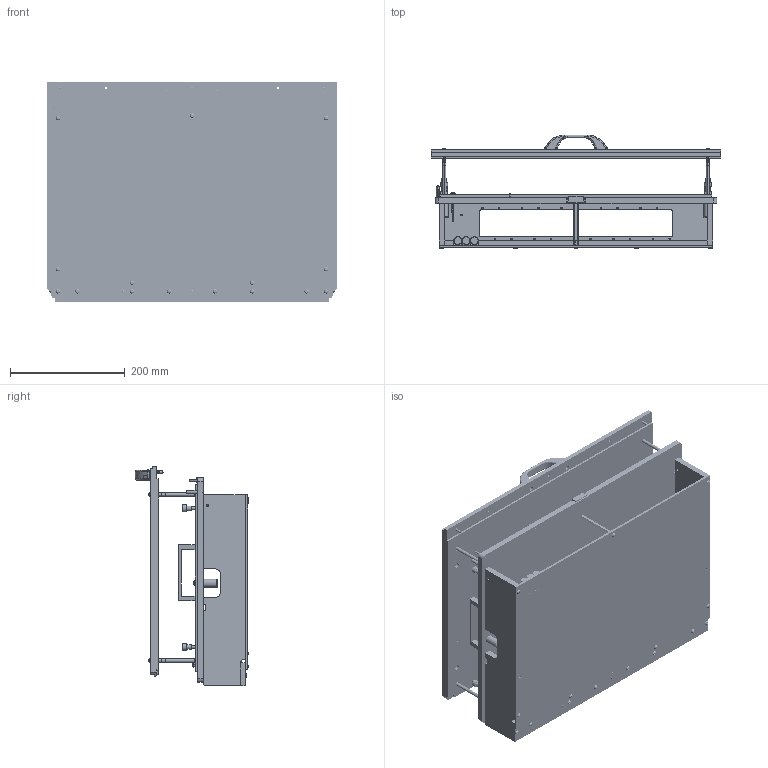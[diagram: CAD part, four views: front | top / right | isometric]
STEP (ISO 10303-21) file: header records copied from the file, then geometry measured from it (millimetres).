
FILE_DESCRIPTION (( 'STEP AP214' ), '1' );
FILE_NAME ('45908-KIT~1.STEP', '2019-09-19T08:39:03', ( '' ), ( '' ), 'SwSTEP 2.0', 'SolidWorks 2018', '' );
FILE_SCHEMA (( 'AUTOMOTIVE_DESIGN' ));
Length unit declared in the file: millimetre
Products named in the file (43): 32293~0_S; 2196~6; 43627~0_Hub 22,5mm<Standard>; 45876~2; 45716~1_flexibel <S>; 45880~3_S; DIN7991~n_M03,0x006; DIN6325~n_03,0m6x016; DIN6325~n_06,0m6x030; 41880~3; DIN6325~n_03,0m6x024; 45908-KIT~1; ISO7380~n_M04,0x020; DIN6325~n_04,0m6x016; 3699~0_einzeln <Standard>; DIN125~n_03,2 M03,0; 2393~0_S; ISO7380~n_M03,0x006; 45875~1_S; 46869~0_S; DIN6325~n_01,0m6x010; 45906~2_ICT Stellung (kontaktiert)  <S>; ISO7380~n_M04,0x012; DIN7991~n_M03,0x010 VA; 45878~1_S; 45867~2_S; 32457~0_S; 45907~4; DIN912~n_M03,0x012; GKS-114-0015~-g-k-s_Hub = 08,0 <S>; 3917~3_M 3 A; KS-113-Master~-k-s_KS-113 23; 44393~2_S; 1607~1; 45879~1_ohne Transportschrauben <S>; DIN6325~n_04,0m6x014; 41367~5_S; 41899~3_flexiebel <S>; DIN7979~n_04,0m6x020M3; 48265~1_S ...
Assembly tree (106 placements, depth 4):
  45908-KIT~1
    45906~2_ICT Stellung (kontaktiert)  <S>
      41899~3_flexiebel <S>
        KS-113-Master~-k-s_KS-113 23
        GKS-114-0015~-g-k-s_Hub = 08,0 <S>
        53731~0
        3917~3_M 3 A
      45907~4
      45867~2_S  x2
      45876~2
      44393~2_S
      45875~1_S
      45878~1_S
      43627~0_Hub 22,5mm<Standard>  x6
      2196~6  x2
      2229~6  x2
      46869~0_S  x4
      1607~1  x2
      32293~0_S
      41880~3
      48265~1_S
      3699~0_einzeln <Standard>  x3
      ISO7380~n_M04,0x012  x31
      DIN7991~n_M03,0x010 VA
      DIN6325~n_03,0m6x016
      DIN6325~n_03,0m6x024
      DIN6325~n_04,0m6x016  x3
      DIN6325~n_04,0m6x014  x3
      DIN6325~n_06,0m6x030
      DIN6325~n_01,0m6x010  x2
      DIN7991~n_M03,0x006  x3
      41367~5_S  x3
    45879~1_ohne Transportschrauben <S>
      45716~1_flexibel <S>
        32457~0_S
        DIN7979~n_04,0m6x020M3  x2
        ISO7380~n_M03,0x006  x2
        41369~1_S  x4
        ISO7380~n_M04,0x020  x4
        DIN912~n_M03,0x012  x2
        2393~0_S  x2
        DIN125~n_03,2 M03,0  x2
      45880~3_S
Bounding box: 506 x 198.2 x 383 mm (x, y, z)
Volume: 6492264 mm3; surface area: 1664868.4 mm2
Topology: 113 solids, 113 shells, 3970 faces, 9351 edges, 6029 vertices
Faces by surface type: plane 1739, cylinder 1629, cone 336, torus 158, bspline 56, sphere 52
Entity records: 96798 total; most frequent: CARTESIAN_POINT 19910, DIRECTION 13047, ORIENTED_EDGE 11590, EDGE_CURVE 5795, AXIS2_PLACEMENT_3D 4877, VERTEX_POINT 3789, LINE 3293, VECTOR 3293
